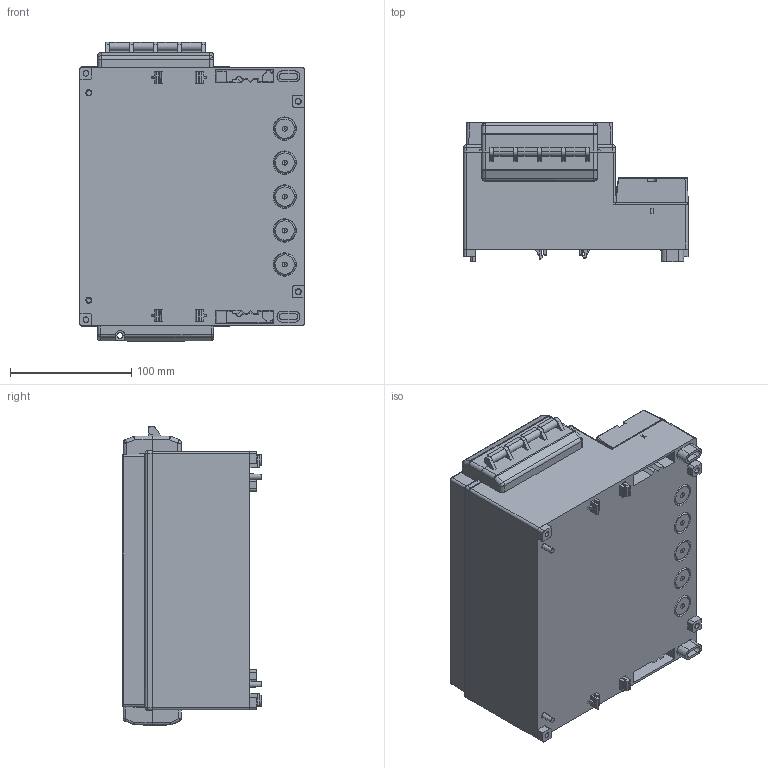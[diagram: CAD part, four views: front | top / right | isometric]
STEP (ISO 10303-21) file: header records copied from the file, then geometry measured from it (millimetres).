
FILE_DESCRIPTION (( 'STEP AP214' ), '1' );
FILE_NAME ('DC005.STEP', '2014-05-30T06:39:52', ( 'AsusUser' ), ( '' ), 'SwSTEP 2.0', 'SolidWorks 2014', '' );
FILE_SCHEMA (( 'AUTOMOTIVE_DESIGN' ));
Length unit declared in the file: millimetre
Products named in the file (8): 卡勾-母; 轉軸-公; 轉軸-母; DC005-透明上蓋; 卡勾-公; DC005-小上蓋; DC005-本體; DC005
Assembly tree (7 placements, depth 2):
  DC005
    DC005-本體
    DC005-小上蓋
    卡勾-公
    DC005-透明上蓋
    轉軸-母
    轉軸-公
    卡勾-母
Bounding box: 185 x 114.5 x 246.5 mm (x, y, z)
Volume: 530550.9 mm3; surface area: 434326.3 mm2
Topology: 7 solids, 7 shells, 2209 faces, 6171 edges, 4123 vertices
Faces by surface type: plane 1391, cylinder 408, cone 271, torus 72, bspline 38, sphere 29
Entity records: 101552 total; most frequent: CARTESIAN_POINT 36690, ORIENTED_EDGE 12312, DIRECTION 9144, EDGE_CURVE 6156, VERTEX_POINT 4113, LINE 3570, VECTOR 3570, AXIS2_PLACEMENT_3D 2787
